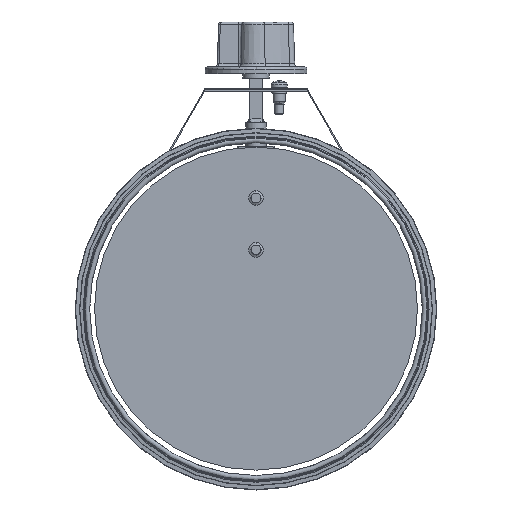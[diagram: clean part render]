
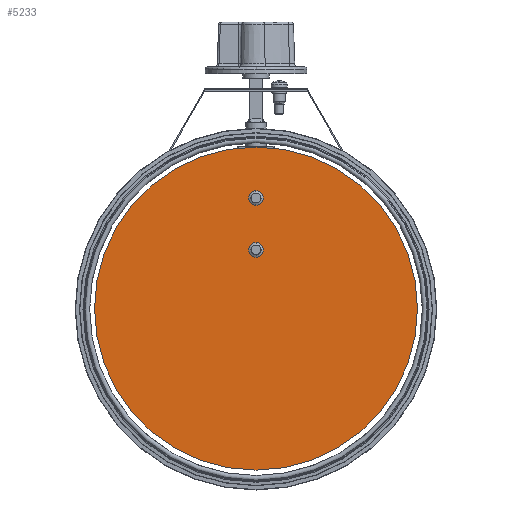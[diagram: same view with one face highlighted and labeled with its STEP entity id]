
A CAD part, front view. The second image highlights one B-rep face of the part: STEP entity #5233.
In plain terms, the highlighted face is planar.
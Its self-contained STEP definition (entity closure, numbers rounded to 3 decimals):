
#5202=CARTESIAN_POINT('',(93.5,0.,0.9));
#5203=VERTEX_POINT('',#5202);
#5204=CARTESIAN_POINT('',(0.0,0.0,0.9));
#5205=DIRECTION('',(0.0,0.0,-1.0));
#5206=DIRECTION('',(-1.0,0.0,0.0));
#5207=AXIS2_PLACEMENT_3D('',#5204,#5205,#5206);
#5208=CIRCLE('',#5207,93.5);
#5209=EDGE_CURVE('',#5203,#5203,#5208,.T.);
#5225=CARTESIAN_POINT('',(0.0,0.0,0.9));
#5226=DIRECTION('',(0.0,0.0,-1.0));
#5227=DIRECTION('',(-1.0,0.0,0.0));
#5228=AXIS2_PLACEMENT_3D('',#5225,#5226,#5227);
#5229=PLANE('',#5228);
#5230=ORIENTED_EDGE('',*,*,#5209,.F.);
#5231=EDGE_LOOP('',(#5230));
#5232=FACE_OUTER_BOUND('',#5231,.T.);
#5233=ADVANCED_FACE('',(#5232),#5229,.F.);
